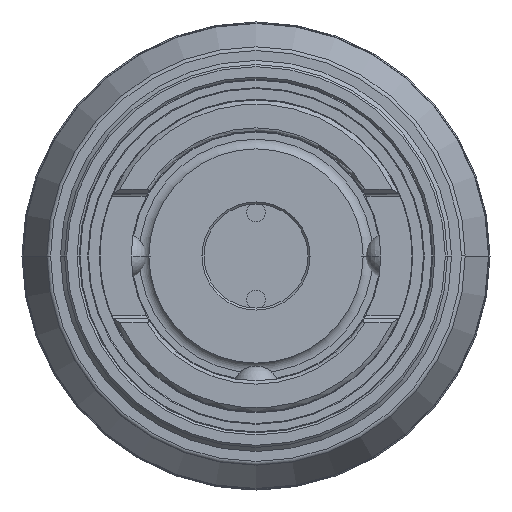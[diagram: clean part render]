
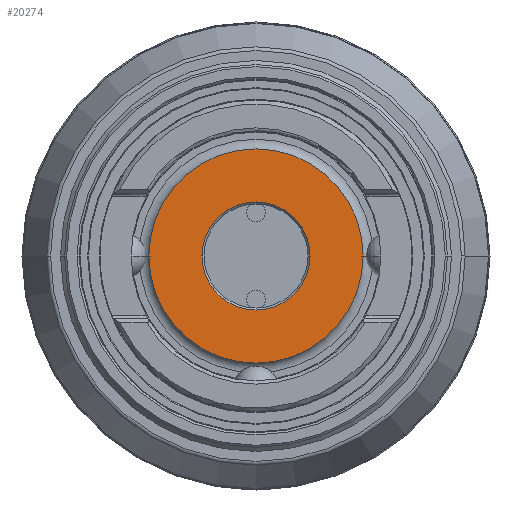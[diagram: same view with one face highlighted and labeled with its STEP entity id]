
A CAD part, front view. The second image highlights one B-rep face of the part: STEP entity #20274.
In plain terms, the highlighted planar face has unit normal (0, -1, 0).
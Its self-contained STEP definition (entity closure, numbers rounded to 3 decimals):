
#19989=CARTESIAN_POINT('',(0.,-30.5,0.));
#19990=DIRECTION('',(0.,1.,0.));
#19991=DIRECTION('',(1.,0.,0.));
#19992=AXIS2_PLACEMENT_3D('',#19989,#19990,#19991);
#19994=CARTESIAN_POINT('',(0.,-30.5,0.));
#19995=DIRECTION('',(0.,-1.,0.));
#19996=DIRECTION('',(1.,0.,0.));
#19997=AXIS2_PLACEMENT_3D('',#19994,#19995,#19996);
#19999=CARTESIAN_POINT('',(0.,-30.5,0.));
#20000=DIRECTION('',(0.,1.,0.));
#20001=DIRECTION('',(1.,0.,0.));
#20002=AXIS2_PLACEMENT_3D('',#19999,#20000,#20001);
#20009=CARTESIAN_POINT('',(0.,-30.5,0.));
#20010=DIRECTION('',(0.,-1.,0.));
#20011=DIRECTION('',(1.,0.,0.));
#20012=AXIS2_PLACEMENT_3D('',#20009,#20010,#20011);
#20137=CARTESIAN_POINT('',(25.755,-30.5,0.));
#20139=VERTEX_POINT('',#20137);
#20141=CARTESIAN_POINT('',(-25.755,-30.5,0.));
#20143=VERTEX_POINT('',#20141);
#20177=CARTESIAN_POINT('',(13.,-30.5,0.));
#20178=CARTESIAN_POINT('',(-13.,-30.5,0.));
#20179=VERTEX_POINT('',#20177);
#20180=VERTEX_POINT('',#20178);
#20259=CARTESIAN_POINT('',(0.,-30.5,0.));
#20260=DIRECTION('',(0.,-1.,0.));
#20261=DIRECTION('',(-1.,0.,0.));
#20262=AXIS2_PLACEMENT_3D('',#20259,#20260,#20261);
#20263=PLANE('',#20262);
#20264=ORIENTED_EDGE('',*,*,#20252,.F.);
#20265=ORIENTED_EDGE('',*,*,#20241,.T.);
#20266=EDGE_LOOP('',(#20264,#20265));
#20267=FACE_OUTER_BOUND('',#20266,.F.);
#20269=ORIENTED_EDGE('',*,*,#20268,.F.);
#20271=ORIENTED_EDGE('',*,*,#20270,.T.);
#20272=EDGE_LOOP('',(#20269,#20271));
#20273=FACE_BOUND('',#20272,.F.);
#20274=ADVANCED_FACE('',(#20267,#20273),#20263,.T.);
#19993=CIRCLE('',#19992,25.755);
#19998=CIRCLE('',#19997,25.755);
#20003=CIRCLE('',#20002,13.);
#20013=CIRCLE('',#20012,13.);
#20241=EDGE_CURVE('',#20139,#20143,#19993,.T.);
#20252=EDGE_CURVE('',#20139,#20143,#19998,.T.);
#20268=EDGE_CURVE('',#20179,#20180,#20003,.T.);
#20270=EDGE_CURVE('',#20179,#20180,#20013,.T.);
